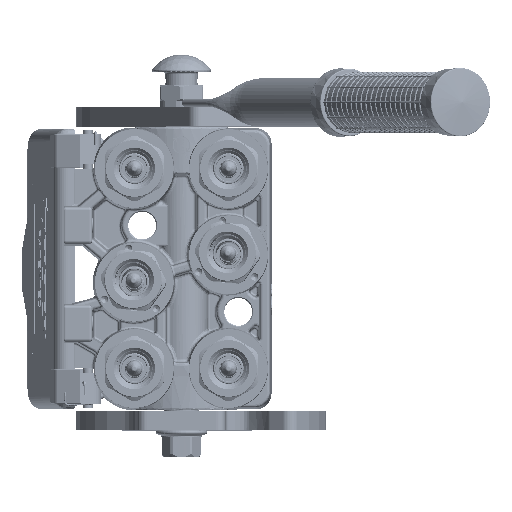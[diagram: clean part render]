
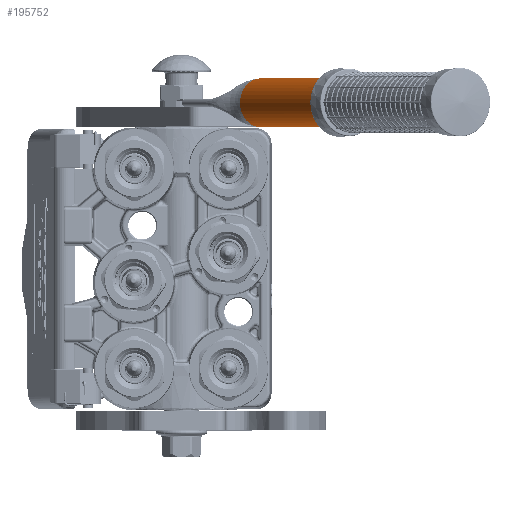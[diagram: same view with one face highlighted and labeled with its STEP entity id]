
A CAD part, top view. The second image highlights one B-rep face of the part: STEP entity #195752.
In plain terms, the highlighted cylindrical face has radius 12.5 mm (diameter 25 mm), a partial arc.
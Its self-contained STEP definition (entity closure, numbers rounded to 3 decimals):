
#1541 = ORIENTED_EDGE ( 'NONE', *, *, #44298, .F. ) ;
#4661 = ORIENTED_EDGE ( 'NONE', *, *, #10303, .F. ) ;
#4952 = AXIS2_PLACEMENT_3D ( 'NONE', #29589, #133445, #111294 ) ;
#8522 = CARTESIAN_POINT ( 'NONE',  ( 12.5, 198., 0. ) ) ;
#10068 = EDGE_CURVE ( 'NONE', #11282, #29799, #59357, .T. ) ;
#10303 = EDGE_CURVE ( 'NONE', #206449, #200803, #94940, .T. ) ;
#11282 = VERTEX_POINT ( 'NONE', #28127 ) ;
#12182 = DIRECTION ( 'NONE',  ( 0., 1., 0. ) ) ;
#13773 = DIRECTION ( 'NONE',  ( 0., 1., 0. ) ) ;
#18858 = VERTEX_POINT ( 'NONE', #8522 ) ;
#19815 = DIRECTION ( 'NONE',  ( 0.994, 0., -0.109 ) ) ;
#20095 = LINE ( 'NONE', #37542, #175879 ) ;
#22047 = CARTESIAN_POINT ( 'NONE',  ( -12.426, 0., -1.36 ) ) ;
#24688 = CARTESIAN_POINT ( 'NONE',  ( -12.481, 0.178, -0.688 ) ) ;
#25604 = LINE ( 'NONE', #57425, #184675 ) ;
#25695 = VERTEX_POINT ( 'NONE', #256458 ) ;
#28127 = CARTESIAN_POINT ( 'NONE',  ( 12.426, 0., -1.36 ) ) ;
#29589 = CARTESIAN_POINT ( 'NONE',  ( 0., 0., 0. ) ) ;
#29799 = VERTEX_POINT ( 'NONE', #91908 ) ;
#34951 = AXIS2_PLACEMENT_3D ( 'NONE', #155264, #12182, #53980 ) ;
#37278 = CARTESIAN_POINT ( 'NONE',  ( 12.467, 0.131, -0.91 ) ) ;
#37542 = CARTESIAN_POINT ( 'NONE',  ( -12.5, 0.24, 0. ) ) ;
#39896 = CARTESIAN_POINT ( 'NONE',  ( 12.426, 0., -1.36 ) ) ;
#44298 = EDGE_CURVE ( 'NONE', #29799, #18858, #25604, .T. ) ;
#47526 = VERTEX_POINT ( 'NONE', #147474 ) ;
#52033 = CARTESIAN_POINT ( 'NONE',  ( 0., 0., 0. ) ) ;
#53980 = DIRECTION ( 'NONE',  ( 1., 0., 0. ) ) ;
#56819 = CARTESIAN_POINT ( 'NONE',  ( 12.452, 0.083, -1.1 ) ) ;
#57425 = CARTESIAN_POINT ( 'NONE',  ( 12.5, 0.24, 0. ) ) ;
#57697 = CARTESIAN_POINT ( 'NONE',  ( 12.468, 0.136, -0.889 ) ) ;
#59357 = B_SPLINE_CURVE_WITH_KNOTS ( 'NONE', 3,
 ( #39896, #119828, #56819, #182008, #158968, #159830, #220332, #37278, #57697, #263937, #180251, #141072, #200733, #100272, #60303, #243434 ),
 .UNSPECIFIED., .F., .F.,
 ( 4, 2, 1, 2, 2, 1, 2, 2, 4 ),
 ( 0., 0.25, 0.313, 0.328, 0.344, 0.375, 0.438, 0.5, 1. ),
 .UNSPECIFIED. ) ;
#60303 = CARTESIAN_POINT ( 'NONE',  ( 12.5, 0.24, -0.216 ) ) ;
#62035 = CARTESIAN_POINT ( 'NONE',  ( -12.482, 0.18, -0.676 ) ) ;
#67457 = AXIS2_PLACEMENT_3D ( 'NONE', #82044, #142352, #19815 ) ;
#72493 = DIRECTION ( 'NONE',  ( 0.994, 0., -0.109 ) ) ;
#81927 = EDGE_LOOP ( 'NONE', ( #95591, #92338, #4661, #205326, #96738, #1541, #96839 ) ) ;
#82044 = CARTESIAN_POINT ( 'NONE',  ( 0., 0., 0. ) ) ;
#83386 = CARTESIAN_POINT ( 'NONE',  ( -12.492, 0.214, -0.452 ) ) ;
#84242 = CARTESIAN_POINT ( 'NONE',  ( -12.488, 0.202, -0.541 ) ) ;
#84276 = EDGE_CURVE ( 'NONE', #11282, #47526, #197605, .T. ) ;
#91908 = CARTESIAN_POINT ( 'NONE',  ( 12.5, 0.24, 0. ) ) ;
#92338 = ORIENTED_EDGE ( 'NONE', *, *, #258730, .T. ) ;
#93179 = CARTESIAN_POINT ( 'NONE',  ( -12.426, 0., -1.36 ) ) ;
#94940 = B_SPLINE_CURVE_WITH_KNOTS ( 'NONE', 3,
 ( #125912, #184648, #104686, #227311, #83386, #84242, #183758, #225554, #224691, #62035, #146323, #24688, #245188, #165052, #22047 ),
 .UNSPECIFIED., .F., .F.,
 ( 4, 2, 2, 1, 1, 1, 2, 2, 4 ),
 ( 0., 0.25, 0.375, 0.438, 0.469, 0.484, 0.492, 0.5, 1. ),
 .UNSPECIFIED. ) ;
#95591 = ORIENTED_EDGE ( 'NONE', *, *, #84276, .T. ) ;
#96738 = ORIENTED_EDGE ( 'NONE', *, *, #173124, .F. ) ;
#96839 = ORIENTED_EDGE ( 'NONE', *, *, #10068, .F. ) ;
#99914 = CARTESIAN_POINT ( 'NONE',  ( -12.5, 0.24, 0. ) ) ;
#100272 = CARTESIAN_POINT ( 'NONE',  ( 12.494, 0.221, -0.449 ) ) ;
#104686 = CARTESIAN_POINT ( 'NONE',  ( -12.499, 0.235, -0.221 ) ) ;
#107336 = CYLINDRICAL_SURFACE ( 'NONE', #4952, 12.5 ) ;
#111294 = DIRECTION ( 'NONE',  ( 1., 0., 0. ) ) ;
#117813 = DIRECTION ( 'NONE',  ( 0., 1., 0. ) ) ;
#119828 = CARTESIAN_POINT ( 'NONE',  ( 12.441, 0.049, -1.219 ) ) ;
#125912 = CARTESIAN_POINT ( 'NONE',  ( -12.5, 0.24, 0. ) ) ;
#130673 = EDGE_CURVE ( 'NONE', #206449, #25695, #20095, .T. ) ;
#133445 = DIRECTION ( 'NONE',  ( 0., -1., 0. ) ) ;
#141072 = CARTESIAN_POINT ( 'NONE',  ( 12.478, 0.167, -0.748 ) ) ;
#142352 = DIRECTION ( 'NONE',  ( 0., 1., 0. ) ) ;
#146323 = CARTESIAN_POINT ( 'NONE',  ( -12.481, 0.178, -0.683 ) ) ;
#147474 = CARTESIAN_POINT ( 'NONE',  ( 0., 0., -12.5 ) ) ;
#155264 = CARTESIAN_POINT ( 'NONE',  ( 0., 198., 0. ) ) ;
#158968 = CARTESIAN_POINT ( 'NONE',  ( 12.464, 0.121, -0.953 ) ) ;
#159830 = CARTESIAN_POINT ( 'NONE',  ( 12.466, 0.127, -0.927 ) ) ;
#165052 = CARTESIAN_POINT ( 'NONE',  ( -12.456, 0.096, -1.087 ) ) ;
#173124 = EDGE_CURVE ( 'NONE', #18858, #25695, #217061, .T. ) ;
#175879 = VECTOR ( 'NONE', #238472, 1000. ) ;
#180251 = CARTESIAN_POINT ( 'NONE',  ( 12.474, 0.155, -0.804 ) ) ;
#182008 = CARTESIAN_POINT ( 'NONE',  ( 12.461, 0.114, -0.981 ) ) ;
#183758 = CARTESIAN_POINT ( 'NONE',  ( -12.486, 0.195, -0.586 ) ) ;
#184648 = CARTESIAN_POINT ( 'NONE',  ( -12.5, 0.24, -0.108 ) ) ;
#184675 = VECTOR ( 'NONE', #117813, 1000. ) ;
#195752 = ADVANCED_FACE ( 'NONE', ( #250724 ), #107336, .T. ) ;
#197605 = CIRCLE ( 'NONE', #67457, 12.5 ) ;
#200733 = CARTESIAN_POINT ( 'NONE',  ( 12.479, 0.172, -0.721 ) ) ;
#200803 = VERTEX_POINT ( 'NONE', #93179 ) ;
#205326 = ORIENTED_EDGE ( 'NONE', *, *, #130673, .T. ) ;
#206449 = VERTEX_POINT ( 'NONE', #99914 ) ;
#215454 = CIRCLE ( 'NONE', #240334, 12.5 ) ;
#217061 = CIRCLE ( 'NONE', #34951, 12.5 ) ;
#220332 = CARTESIAN_POINT ( 'NONE',  ( 12.466, 0.13, -0.917 ) ) ;
#224691 = CARTESIAN_POINT ( 'NONE',  ( -12.482, 0.182, -0.665 ) ) ;
#225554 = CARTESIAN_POINT ( 'NONE',  ( -12.484, 0.186, -0.638 ) ) ;
#227311 = CARTESIAN_POINT ( 'NONE',  ( -12.494, 0.22, -0.394 ) ) ;
#238472 = DIRECTION ( 'NONE',  ( 0., 1., 0. ) ) ;
#240334 = AXIS2_PLACEMENT_3D ( 'NONE', #52033, #13773, #72493 ) ;
#243434 = CARTESIAN_POINT ( 'NONE',  ( 12.5, 0.24, 0. ) ) ;
#245188 = CARTESIAN_POINT ( 'NONE',  ( -12.472, 0.146, -0.859 ) ) ;
#250724 = FACE_OUTER_BOUND ( 'NONE', #81927, .T. ) ;
#256458 = CARTESIAN_POINT ( 'NONE',  ( -12.5, 198., 0. ) ) ;
#258730 = EDGE_CURVE ( 'NONE', #47526, #200803, #215454, .T. ) ;
#263937 = CARTESIAN_POINT ( 'NONE',  ( 12.471, 0.146, -0.847 ) ) ;
